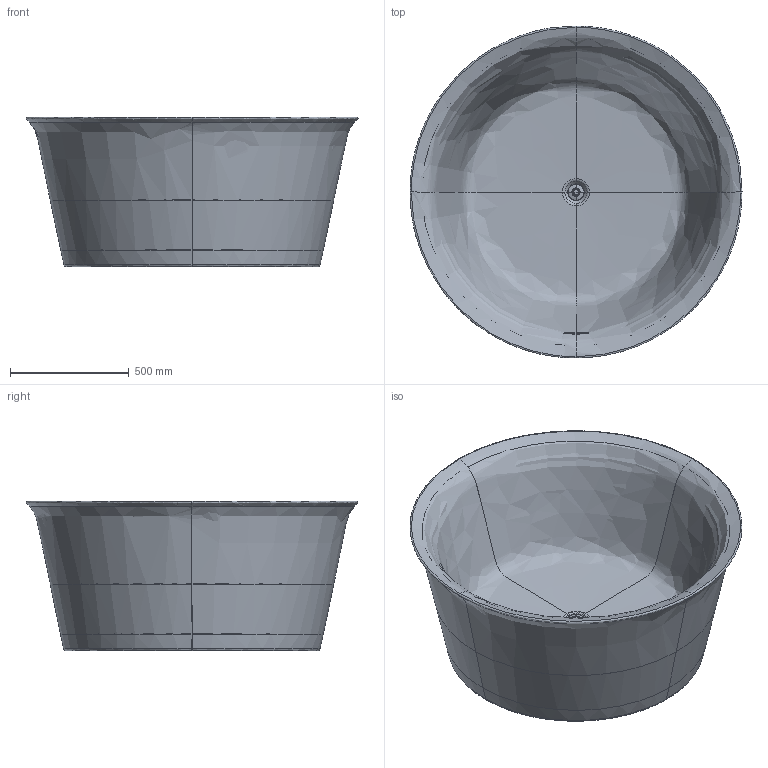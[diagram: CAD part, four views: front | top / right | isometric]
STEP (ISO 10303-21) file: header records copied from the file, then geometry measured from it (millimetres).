
FILE_DESCRIPTION(/* description */ (''),/* implementation_level */ '2;1');
FILE_NAME(/* name */ '700470',/* time_stamp */ '2021-06-22T07:35:53+02:00',/* author */ (''),/* organization */ (''),/* preprocessor_version */ 'ST-DEVELOPER v15',/* originating_system */ '',/* authorisation */ '');
FILE_SCHEMA (('AUTOMOTIVE_DESIGN'));
Length unit declared in the file: millimetre
Products named in the file (1): Document
Bounding box: 1400 x 1400 x 630 mm (x, y, z)
Volume: 12464059.3 mm3; surface area: 10201456.9 mm2
Topology: 3 solids, 4 shells, 218 faces, 695 edges, 481 vertices
Faces by surface type: bspline 192, plane 26
Entity records: 32834 total; most frequent: CARTESIAN_POINT 28930, ORIENTED_EDGE 1379, EDGE_CURVE 691, B_SPLINE_CURVE_WITH_KNOTS 485, VERTEX_POINT 481, EDGE_LOOP 233, ADVANCED_FACE 218, FACE_OUTER_BOUND 218
